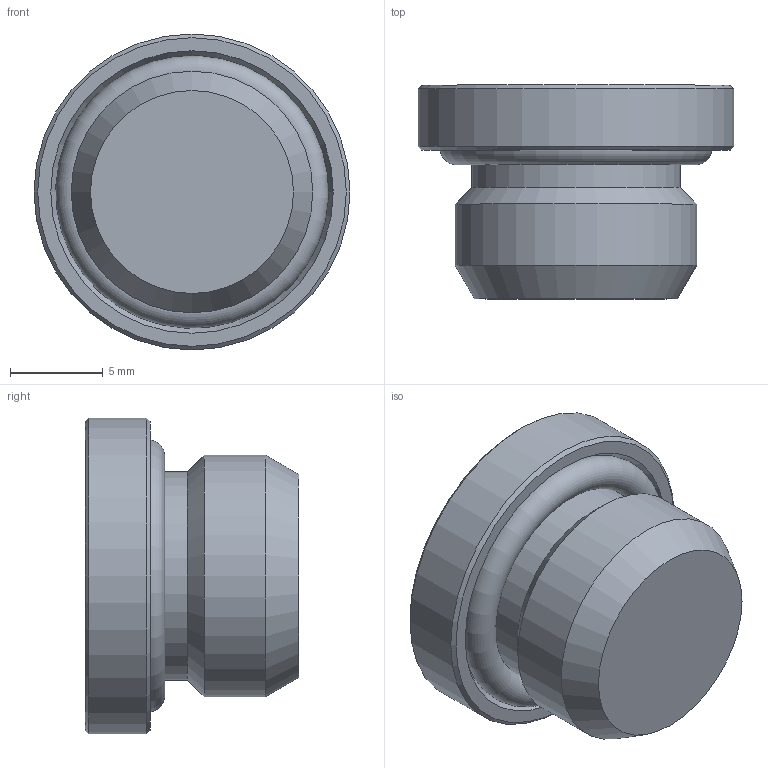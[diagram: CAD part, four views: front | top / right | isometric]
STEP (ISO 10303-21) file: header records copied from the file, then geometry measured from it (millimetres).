
FILE_DESCRIPTION(/* description */ ('STEP AP203'),/* implementation_level */ '2;1');
FILE_NAME(/* name */ 'vs_14_msv.stp',/* time_stamp */ '2021-04-06T09:28:57+02:00',/* author */ ('leitheußer'),/* organization */ (''),/* preprocessor_version */ 'ST-DEVELOPER v16.13',/* originating_system */ 'Autodesk Inventor LT',/* authorisation */ '');
FILE_SCHEMA (('AUTOMOTIVE_DESIGN { 1 0 10303 214 3 1 1 }'));
Length unit declared in the file: millimetre
Products named in the file (1): VS14MSV
Bounding box: 17 x 11.5 x 17 mm (x, y, z)
Volume: 1482.4 mm3; surface area: 1403.7 mm2
Topology: 2 solids, 2 shells, 36 faces, 89 edges, 57 vertices
Faces by surface type: plane 22, cone 7, cylinder 4, torus 3
Full cylindrical faces by diameter (mm): 6.2 x1, 11.2 x1, 13 x1, 17 x1
Entity records: 986 total; most frequent: CARTESIAN_POINT 184, DIRECTION 162, ORIENTED_EDGE 142, EDGE_CURVE 71, AXIS2_PLACEMENT_3D 66, VERTEX_POINT 52, EDGE_LOOP 51, FACE_OUTER_BOUND 36
